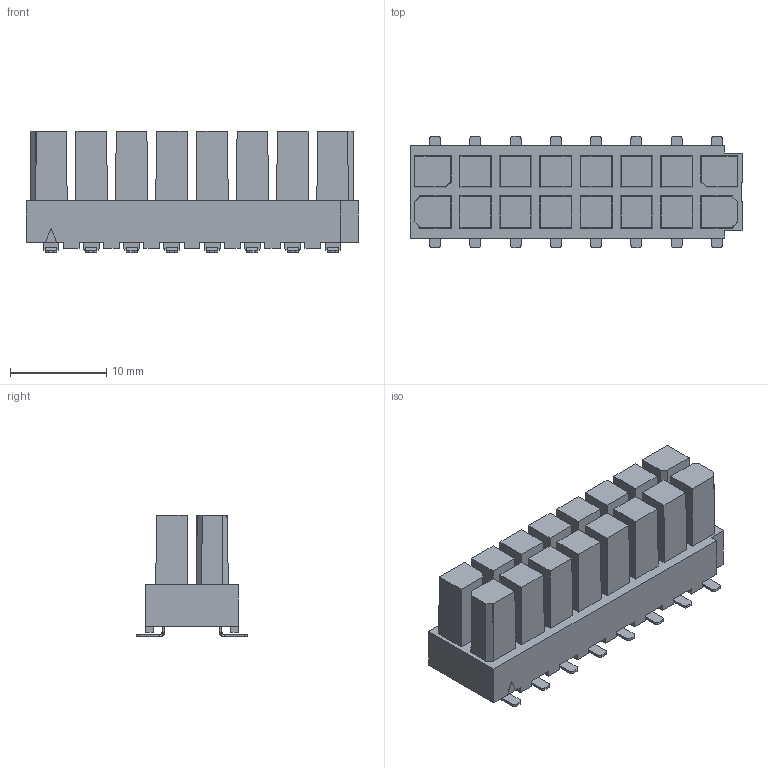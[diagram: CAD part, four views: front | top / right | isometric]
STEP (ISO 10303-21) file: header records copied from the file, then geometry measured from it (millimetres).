
FILE_DESCRIPTION( ('This file contains a STEP AP42 implementation' ,'as created by ZW3D STEP Interface translator.') ,'2;1' );
FILE_NAME( 'WF4191-2FMXXXXBXX.stp' ,'24 1 8.1734 1', (''), ('ZWCAD Software Co.'), 'Version 1.0', 'ZW3D to STEP translator', '' );
FILE_SCHEMA(('AUTOMOTIVE_DESIGN { 1 0 10303 214 1 1 1 1 }'));
Length unit declared in the file: millimetre
Products named in the file (2): 0; WF4191-2FMXXXXBXX
Bounding box: 34.53 x 11.59 x 12.65 mm (x, y, z)
Volume: 2605.4 mm3; surface area: 3261.3 mm2
Topology: 1 solids, 1 shells, 1411 faces, 3933 edges, 2546 vertices
Faces by surface type: plane 1206, cylinder 195, bspline 10
Entity records: 46506 total; most frequent: CARTESIAN_POINT 8103, ORIENTED_EDGE 7934, DIRECTION 7239, EDGE_CURVE 3935, VECTOR 3395, LINE 3395, VERTEX_POINT 2546, AXIS2_PLACEMENT_3D 1922
